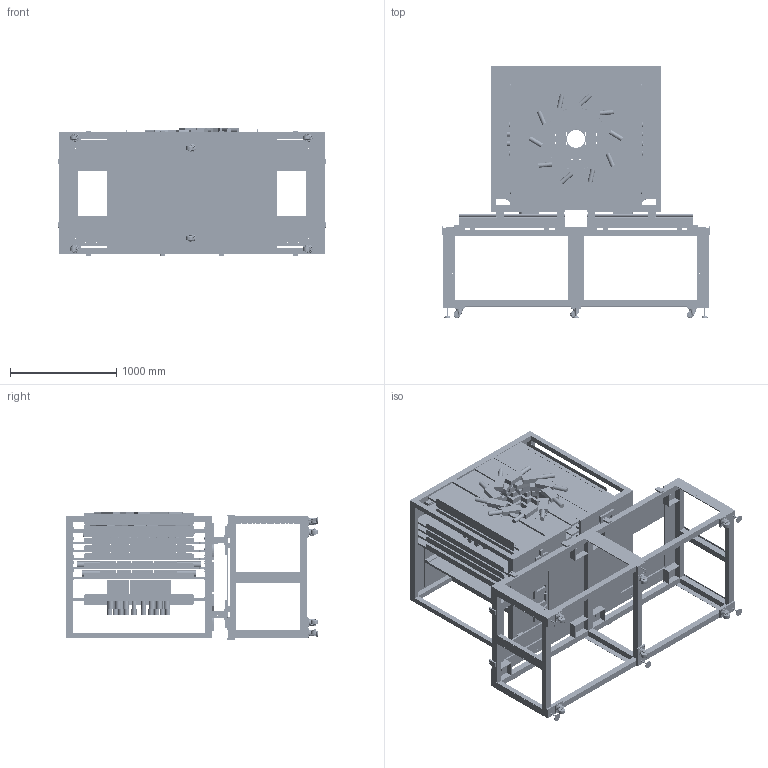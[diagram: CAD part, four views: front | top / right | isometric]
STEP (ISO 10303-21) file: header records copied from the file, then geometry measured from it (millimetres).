
FILE_DESCRIPTION(/* description */ (''),/* implementation_level */ '2;1');
FILE_NAME(/* name */ 'full assembly DALI2.stp',/* time_stamp */ '2022-01-26T14:47:02+09:00',/* author */ ('piete'),/* organization */ (''),/* preprocessor_version */ 'ST-DEVELOPER v18.1',/* originating_system */ 'Autodesk Inventor 2022',/* authorisation */ '');
FILE_SCHEMA (('AUTOMOTIVE_DESIGN { 1 0 10303 214 3 1 1 }'));
Products named in the file (76): full assembly DALI2; frame assebly; btm frame; No_105HB2_EP; Leveling Mount M10; Leveling Mount M10_1; top plate; clamp for top plate; quarter support plate; quarter support plate top; linear guide foot; linear guide rail; linear guide shaft; top frame assembly; inside top frame assembly r; layer 12 r; layer 12 r_1; layer 11 new V4; layer 11 new r V4; layer 10 new V4 r; layer 10 new r V4; layer 8 new V4 r; layer 8 new V4 r SUB; layer 8 new V4 r_1; Scionix 40x80B160 1.5-E1-X SUBSTITUTE; layer 67 r; layer 67 r_1; layer 45 r; layer 45 r_1; inner support plate V3; inner support plate far V3; top frame assembly l; top frame; SME 30G UU; SME 30GUU; inside top frame assembly l V2; layer 12 l; layer 12 l_1; Bicron 24X24M48Q with extender and washer; Bicron extender ...
Assembly tree (365 placements, depth 7):
  full assembly DALI2
    frame assebly
      btm frame
      No_105HB2_EP  x6
      Leveling Mount M10  x6
        Leveling Mount M10_1
      top plate
      clamp for top plate  x8
      quarter support plate  x4
      quarter support plate top  x4
      linear guide foot  x4
      linear guide rail  x4
      linear guide shaft  x4
    top frame assembly
      top frame
      SME 30G UU  x4
        SME 30GUU
      inside top frame assembly r
        layer 12 r
          layer 12 r_1
          layer support plate side handles  x2
            layer support side pane
          Bicron 24X24M48Q with extender and washer  x16
            Bicron 24X24M48Q
              Bicron 24X24M48Q_1
            Bicron extender
            insulating washer M4
            M4 washer
          Saint Goban NaI without bracket  x16
            Saint Goban NaI without bracket_1
        layer 11 new V4
          layer 11 new r V4
          Bicron 24X24M48Q with detector support  x14
            Bicron 24X24M48Q
              Bicron 24X24M48Q_1
            24X24M48Q detector support
          layer support plate side handles
            layer support side pane
        layer 10 new V4 r
          layer 10 new r V4
          Bicron 24X24M48Q with detector support  x14
            Bicron 24X24M48Q
              Bicron 24X24M48Q_1
            24X24M48Q detector support
          layer support plate side handles
            layer support side pane
        layer 8 new V4 r  x2
          layer 8 new V4 r_1
          Saint Goban NaI
            Saint Goban NaI_1
          layer support plate side handles
            layer support side pane
        layer 8 new V4 r SUB
          layer 8 new V4 r_1
          Saint Goban NaI  x8
            Saint Goban NaI_1
          layer support plate side handles
            layer support side pane
          Scionix 40x80B160 1.5-E1-X SUBSTITUTE  x2
        layer 67 r
Bounding box: 2532 x 2377 x 1206 mm (x, y, z)
Volume: 729734254.1 mm3; surface area: 102193016.2 mm2
Topology: 1510 solids, 3356 shells, 21660 faces, 54324 edges, 38196 vertices
Faces by surface type: plane 13392, cylinder 7056, cone 680, bspline 250, torus 234, sphere 48
Full cylindrical faces by diameter (mm): 2 x2, 2.459 x112, 3.242 x1352, 4.134 x480, 4.2 x128, 4.5 x1490, 5 x1018, 5.5 x24, 6 x2, 6.647 x32, 7 x2, 8.376 x48, 9 x128, 10 x328, 10.106 x42, 12 x6, 13 x8, 14 x8, 18 x8, 30 x12, 40 x2, 44 x96, 44.15 x90, 48 x8, 48.4 x90, 56.4 x88, 58.5 x88, 60 x32, 62 x88, 75 x6
Entity records: 125037 total; most frequent: CARTESIAN_POINT 27050, DIRECTION 20195, ORIENTED_EDGE 17400, EDGE_CURVE 9299, AXIS2_PLACEMENT_3D 7549, VERTEX_POINT 6545, EDGE_LOOP 5933, LINE 5097
